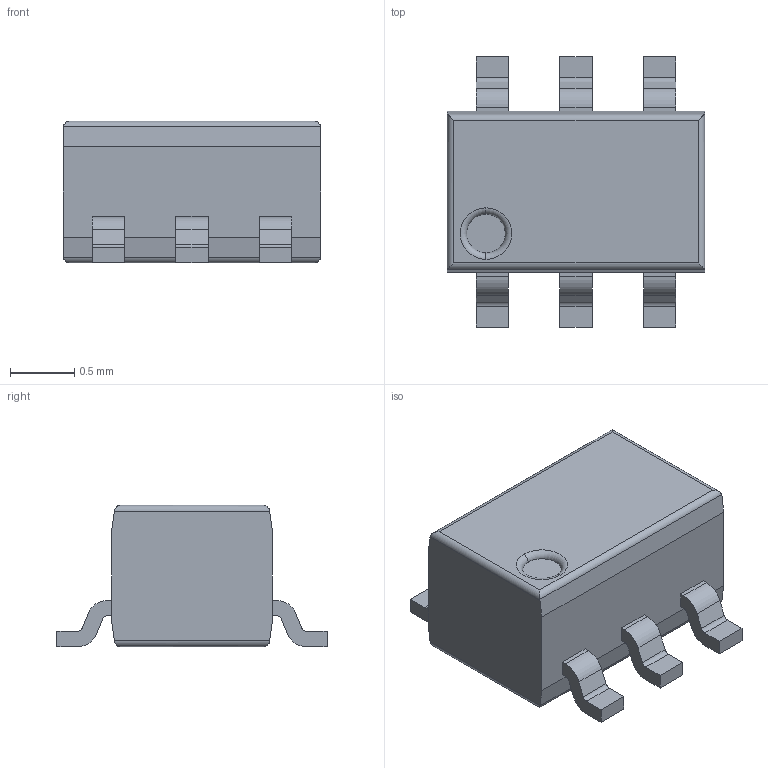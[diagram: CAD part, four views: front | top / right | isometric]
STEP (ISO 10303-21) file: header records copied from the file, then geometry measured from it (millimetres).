
FILE_DESCRIPTION(('FreeCAD Model'),'2;1');
FILE_NAME( 'SOP65P210X110-6.step', '2021-04-01T17:10:25',('kicad StepUp'),('ksu MCAD'), 'Open CASCADE STEP processor 7.2','FreeCAD','Unknown');
FILE_SCHEMA(('AUTOMOTIVE_DESIGN { 1 0 10303 214 1 1 1 1 }'));
Length unit declared in the file: millimetre
Products named in the file (1): SOP65P210X110-6
Bounding box: 2 x 2.1 x 1.1 mm (x, y, z)
Volume: 2.8 mm3; surface area: 14.5 mm2
Topology: 7 solids, 7 shells, 105 faces, 270 edges, 180 vertices
Faces by surface type: plane 71, cylinder 32, torus 2
Entity records: 3915 total; most frequent: CARTESIAN_POINT 604, ORIENTED_EDGE 540, DIRECTION 520, EDGE_CURVE 270, LINE 200, VECTOR 200, VERTEX_POINT 180, AXIS2_PLACEMENT_3D 160
